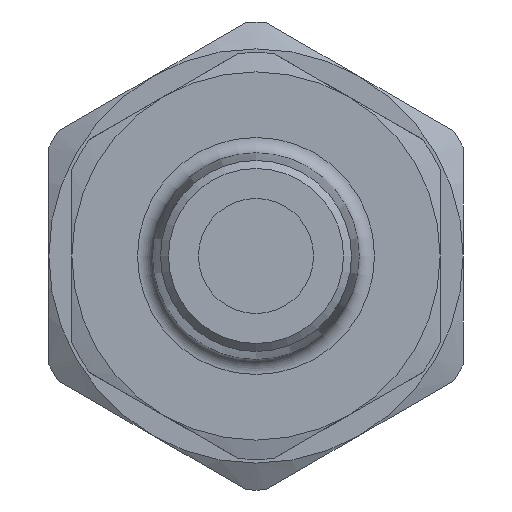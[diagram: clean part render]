
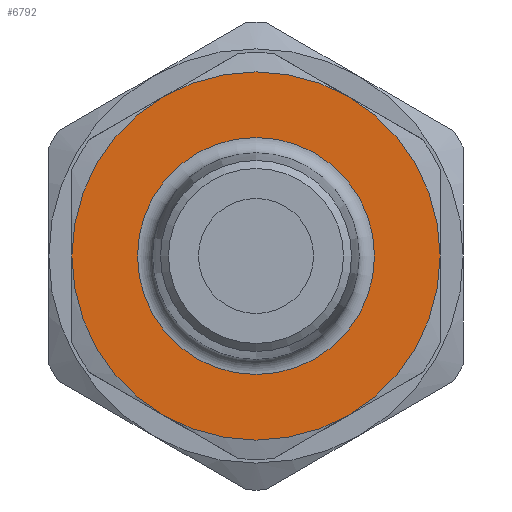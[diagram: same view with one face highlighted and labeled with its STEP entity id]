
A CAD part, left-side view. The second image highlights one B-rep face of the part: STEP entity #6792.
In plain terms, the highlighted planar face has unit normal (-1, 0, 0).
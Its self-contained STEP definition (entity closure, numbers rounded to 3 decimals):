
#958=PLANE('',#7108);
#1117=ORIENTED_EDGE('',*,*,#2558,.T.);
#1118=ORIENTED_EDGE('',*,*,#2559,.T.);
#1119=ORIENTED_EDGE('',*,*,#2560,.T.);
#1120=ORIENTED_EDGE('',*,*,#2561,.T.);
#1121=ORIENTED_EDGE('',*,*,#2562,.T.);
#1122=ORIENTED_EDGE('',*,*,#2563,.T.);
#1123=ORIENTED_EDGE('',*,*,#2564,.T.);
#2558=EDGE_CURVE('',#3281,#3281,#3766,.F.);
#2559=EDGE_CURVE('',#3282,#3283,#3767,.T.);
#2560=EDGE_CURVE('',#3283,#3284,#3768,.T.);
#2561=EDGE_CURVE('',#3284,#3285,#3769,.T.);
#2562=EDGE_CURVE('',#3285,#3286,#3770,.T.);
#2563=EDGE_CURVE('',#3286,#3287,#3771,.T.);
#2564=EDGE_CURVE('',#3287,#3282,#3772,.T.);
#3281=VERTEX_POINT('',#8395);
#3282=VERTEX_POINT('',#8398);
#3283=VERTEX_POINT('',#8399);
#3284=VERTEX_POINT('',#8401);
#3285=VERTEX_POINT('',#8403);
#3286=VERTEX_POINT('',#8405);
#3287=VERTEX_POINT('',#8407);
#3766=CIRCLE('',#7107,7.723);
#3767=CIRCLE('',#7109,12.);
#3768=CIRCLE('',#7110,12.);
#3769=CIRCLE('',#7111,12.);
#3770=CIRCLE('',#7112,12.);
#3771=CIRCLE('',#7113,12.);
#3772=CIRCLE('',#7114,12.);
#3886=EDGE_LOOP('',(#1117));
#3887=EDGE_LOOP('',(#1118,#1119,#1120,#1121,#1122,#1123));
#4256=FACE_BOUND('',#3886,.T.);
#4257=FACE_BOUND('',#3887,.T.);
#6792=ADVANCED_FACE('',(#4256,#4257),#958,.T.);
#7107=AXIS2_PLACEMENT_3D('',#8394,#7476,#7477);
#7108=AXIS2_PLACEMENT_3D('',#8396,#7478,#7479);
#7109=AXIS2_PLACEMENT_3D('',#8397,#7480,#7481);
#7110=AXIS2_PLACEMENT_3D('',#8400,#7482,#7483);
#7111=AXIS2_PLACEMENT_3D('',#8402,#7484,#7485);
#7112=AXIS2_PLACEMENT_3D('',#8404,#7486,#7487);
#7113=AXIS2_PLACEMENT_3D('',#8406,#7488,#7489);
#7114=AXIS2_PLACEMENT_3D('',#8408,#7490,#7491);
#7476=DIRECTION('',(-1.,0.,0.));
#7477=DIRECTION('',(0.,0.,1.));
#7478=DIRECTION('',(-1.,0.,0.));
#7479=DIRECTION('',(0.,0.,1.));
#7480=DIRECTION('',(-1.,0.,0.));
#7481=DIRECTION('',(0.,0.,1.));
#7482=DIRECTION('',(-1.,0.,0.));
#7483=DIRECTION('',(0.,0.,1.));
#7484=DIRECTION('',(-1.,0.,0.));
#7485=DIRECTION('',(0.,0.,1.));
#7486=DIRECTION('',(-1.,0.,0.));
#7487=DIRECTION('',(0.,0.,1.));
#7488=DIRECTION('',(-1.,0.,0.));
#7489=DIRECTION('',(0.,0.,1.));
#7490=DIRECTION('',(-1.,0.,0.));
#7491=DIRECTION('',(0.,0.,1.));
#8394=CARTESIAN_POINT('',(-17.55,0.,0.));
#8395=CARTESIAN_POINT('',(-17.55,0.,7.723));
#8396=CARTESIAN_POINT('',(-17.55,0.,6.858));
#8397=CARTESIAN_POINT('',(-17.55,0.,0.));
#8398=CARTESIAN_POINT('',(-17.55,-6.,10.392));
#8399=CARTESIAN_POINT('',(-17.55,6.,10.392));
#8400=CARTESIAN_POINT('',(-17.55,0.,0.));
#8401=CARTESIAN_POINT('',(-17.55,12.,0.));
#8402=CARTESIAN_POINT('',(-17.55,0.,0.));
#8403=CARTESIAN_POINT('',(-17.55,6.,-10.392));
#8404=CARTESIAN_POINT('',(-17.55,0.,0.));
#8405=CARTESIAN_POINT('',(-17.55,-6.,-10.392));
#8406=CARTESIAN_POINT('',(-17.55,0.,0.));
#8407=CARTESIAN_POINT('',(-17.55,-12.,0.));
#8408=CARTESIAN_POINT('',(-17.55,0.,0.));
